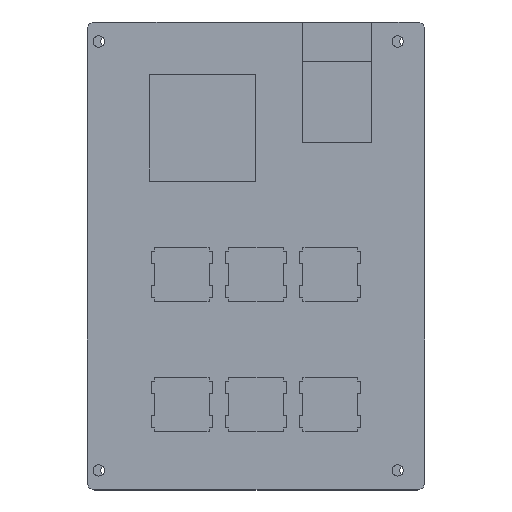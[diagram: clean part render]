
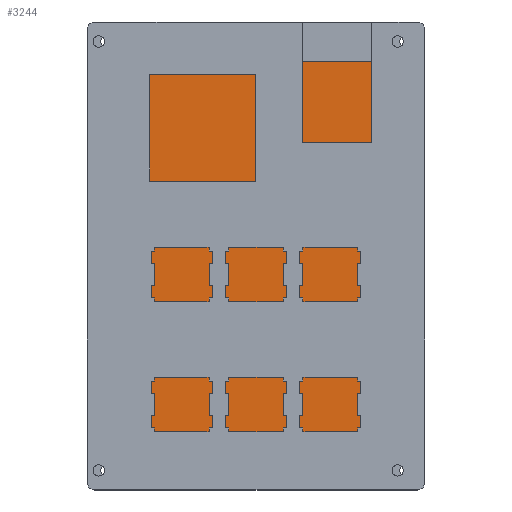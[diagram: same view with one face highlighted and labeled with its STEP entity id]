
A CAD part, top view. The second image highlights one B-rep face of the part: STEP entity #3244.
In plain terms, the highlighted planar face has unit normal (0, 0, 1).
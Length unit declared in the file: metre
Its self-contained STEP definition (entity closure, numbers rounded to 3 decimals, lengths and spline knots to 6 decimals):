
#50=LINE('',#4527,#490);
#52=LINE('',#4531,#492);
#54=LINE('',#4535,#494);
#56=LINE('',#4539,#496);
#490=VECTOR('',#3676,1.);
#492=VECTOR('',#3680,1.);
#494=VECTOR('',#3684,1.);
#496=VECTOR('',#3688,1.);
#998=ORIENTED_EDGE('',*,*,#1890,.F.);
#999=ORIENTED_EDGE('',*,*,#1892,.T.);
#1000=ORIENTED_EDGE('',*,*,#1894,.T.);
#1001=ORIENTED_EDGE('',*,*,#1896,.F.);
#1890=EDGE_CURVE('',#2360,#2361,#50,.T.);
#1892=EDGE_CURVE('',#2360,#2362,#52,.T.);
#1894=EDGE_CURVE('',#2362,#2363,#54,.T.);
#1896=EDGE_CURVE('',#2361,#2363,#56,.T.);
#2360=VERTEX_POINT('',#4526);
#2361=VERTEX_POINT('',#4528);
#2362=VERTEX_POINT('',#4532);
#2363=VERTEX_POINT('',#4536);
#2700=EDGE_LOOP('',(#998,#999,#1000,#1001));
#2902=FACE_BOUND('',#2700,.T.);
#3092=PLANE('',#3449);
#3244=ADVANCED_FACE('',(#2902),#3092,.T.);
#3449=AXIS2_PLACEMENT_3D('',#4561,#3716,#3717);
#3676=DIRECTION('',(1.,0.,0.));
#3680=DIRECTION('',(0.,-1.,0.));
#3684=DIRECTION('',(1.,0.,0.));
#3688=DIRECTION('',(0.,-1.,0.));
#3716=DIRECTION('',(0.,0.,1.));
#3717=DIRECTION('',(1.,0.,0.));
#4526=CARTESIAN_POINT('',(-0.034275,0.051112,0.003));
#4527=CARTESIAN_POINT('',(-0.000937,0.051112,0.003));
#4528=CARTESIAN_POINT('',(0.0324,0.051112,0.003));
#4531=CARTESIAN_POINT('',(-0.034275,0.001112,0.003));
#4532=CARTESIAN_POINT('',(-0.034275,-0.048888,0.003));
#4535=CARTESIAN_POINT('',(-0.000937,-0.048888,0.003));
#4536=CARTESIAN_POINT('',(0.0324,-0.048888,0.003));
#4539=CARTESIAN_POINT('',(0.0324,0.001112,0.003));
#4561=CARTESIAN_POINT('',(-0.000937,0.001112,0.003));
